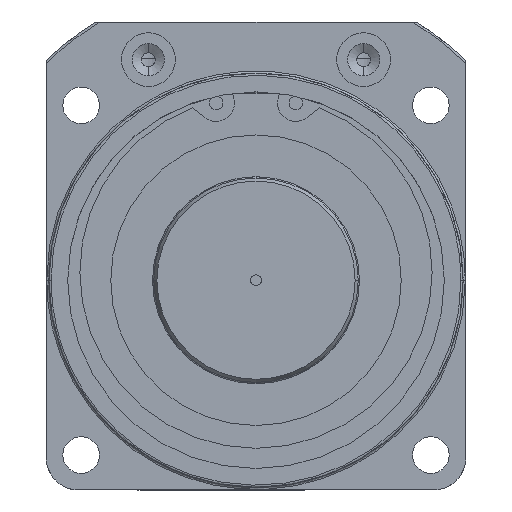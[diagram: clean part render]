
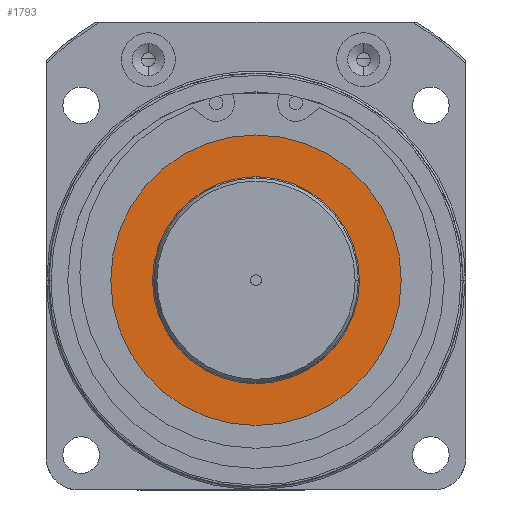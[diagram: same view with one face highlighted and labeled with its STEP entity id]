
A CAD part, front view. The second image highlights one B-rep face of the part: STEP entity #1793.
In plain terms, the highlighted planar face has unit normal (0, -1, 0).
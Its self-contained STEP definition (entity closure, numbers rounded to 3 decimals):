
#156 = CIRCLE ( 'NONE', #10018, 27. ) ;
#1378 = FACE_OUTER_BOUND ( 'NONE', #12542, .T. ) ;
#1793 = ADVANCED_FACE ( 'NONE', ( #1378 ), #7960, .T. ) ;
#3480 = CARTESIAN_POINT ( 'NONE',  ( 0., -123.2, 0. ) ) ;
#3481 = DIRECTION ( 'NONE',  ( 0., 1., 0. ) ) ;
#3482 = DIRECTION ( 'NONE',  ( 1., 0., 0. ) ) ;
#4427 = DIRECTION ( 'NONE',  ( 1., 0., 0. ) ) ;
#4428 = DIRECTION ( 'NONE',  ( 0., 1., 0. ) ) ;
#4429 = CARTESIAN_POINT ( 'NONE',  ( 0., -123.2, 0. ) ) ;
#4700 = CARTESIAN_POINT ( 'NONE',  ( 27., -123.2, 0. ) ) ;
#4705 = CARTESIAN_POINT ( 'NONE',  ( -27., -123.2, 0. ) ) ;
#5844 = CIRCLE ( 'NONE', #9675, 27. ) ;
#7957 = DIRECTION ( 'NONE',  ( 1., 0., 0. ) ) ;
#7958 = DIRECTION ( 'NONE',  ( 0., -1., 0. ) ) ;
#7960 = PLANE ( 'NONE',  #11905 ) ;
#7963 = CARTESIAN_POINT ( 'NONE',  ( 0., -123.2, 0. ) ) ;
#9675 = AXIS2_PLACEMENT_3D ( 'NONE', #4429, #4428, #4427 ) ;
#10018 = AXIS2_PLACEMENT_3D ( 'NONE', #3480, #3481, #3482 ) ;
#10840 = VERTEX_POINT ( 'NONE', #4705 ) ;
#10845 = VERTEX_POINT ( 'NONE', #4700 ) ;
#11050 = EDGE_CURVE ( 'NONE', #10840, #10845, #5844, .T. ) ;
#11535 = EDGE_CURVE ( 'NONE', #10845, #10840, #156, .T. ) ;
#11905 = AXIS2_PLACEMENT_3D ( 'NONE', #7963, #7958, #7957 ) ;
#12542 = EDGE_LOOP ( 'NONE', ( #13041, #13039 ) ) ;
#13039 = ORIENTED_EDGE ( 'NONE', *, *, #11050, .F. ) ;
#13041 = ORIENTED_EDGE ( 'NONE', *, *, #11535, .F. ) ;
